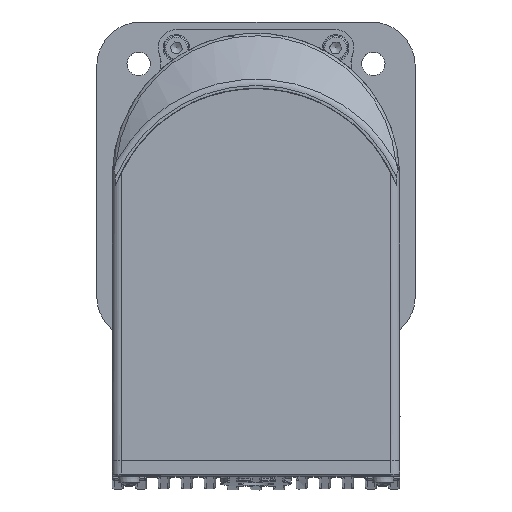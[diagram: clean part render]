
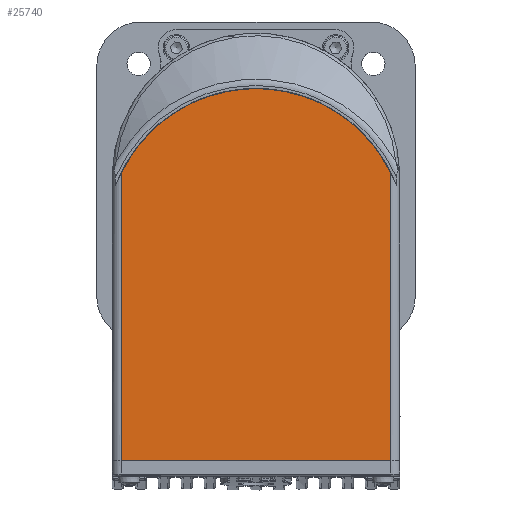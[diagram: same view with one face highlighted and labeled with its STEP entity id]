
A CAD part, top view. The second image highlights one B-rep face of the part: STEP entity #25740.
In plain terms, the highlighted face is planar.
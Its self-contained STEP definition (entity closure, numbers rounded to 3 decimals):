
#3002=LINE('',#57083,#4648);
#3003=LINE('',#57085,#4649);
#3004=LINE('',#57087,#4650);
#4648=VECTOR('',#33890,65.125);
#4649=VECTOR('',#33891,61.);
#4650=VECTOR('',#33892,65.125);
#5802=PLANE('',#28119);
#7570=FACE_OUTER_BOUND('',#9392,.T.);
#9392=EDGE_LOOP('',(#21586,#21587,#21588,#21589));
#11010=CIRCLE('',#28120,34.);
#12948=VERTEX_POINT('',#57081);
#12949=VERTEX_POINT('',#57082);
#12950=VERTEX_POINT('',#57084);
#12951=VERTEX_POINT('',#57086);
#16010=EDGE_CURVE('',#12948,#12949,#3002,.T.);
#16011=EDGE_CURVE('',#12950,#12949,#3003,.T.);
#16012=EDGE_CURVE('',#12951,#12950,#3004,.T.);
#16013=EDGE_CURVE('',#12951,#12948,#11010,.T.);
#21586=ORIENTED_EDGE('',*,*,#16010,.T.);
#21587=ORIENTED_EDGE('',*,*,#16011,.F.);
#21588=ORIENTED_EDGE('',*,*,#16012,.F.);
#21589=ORIENTED_EDGE('',*,*,#16013,.T.);
#25740=ADVANCED_FACE('',(#7570),#5802,.F.);
#28119=AXIS2_PLACEMENT_3D('',#57080,#33888,#33889);
#28120=AXIS2_PLACEMENT_3D('',#57088,#33893,#33894);
#33888=DIRECTION('center_axis',(0.,1.,0.));
#33889=DIRECTION('ref_axis',(0.,0.,1.));
#33890=DIRECTION('',(0.,0.,1.));
#33891=DIRECTION('',(1.,0.,0.));
#33892=DIRECTION('',(0.,0.,1.));
#33893=DIRECTION('center_axis',(0.,-1.,0.));
#33894=DIRECTION('ref_axis',(-0.897,0.,-0.442));
#57080=CARTESIAN_POINT('Origin',(0.,0.,0.));
#57081=CARTESIAN_POINT('',(30.5,0.,-1.025));
#57082=CARTESIAN_POINT('',(30.5,0.,64.1));
#57083=CARTESIAN_POINT('',(30.5,0.,-1.025));
#57084=CARTESIAN_POINT('',(-30.5,0.,64.1));
#57085=CARTESIAN_POINT('',(-30.5,0.,64.1));
#57086=CARTESIAN_POINT('',(-30.5,0.,-1.025));
#57087=CARTESIAN_POINT('',(-30.5,0.,-1.025));
#57088=CARTESIAN_POINT('Origin',(0.,0.,14.));
